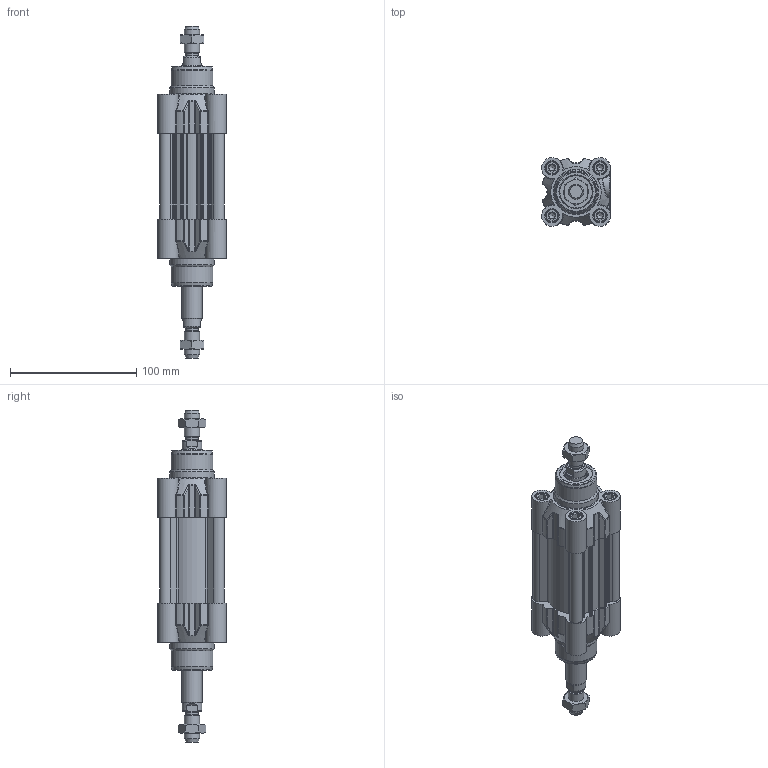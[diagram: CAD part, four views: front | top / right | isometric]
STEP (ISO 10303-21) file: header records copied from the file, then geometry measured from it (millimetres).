
FILE_DESCRIPTION(/* description */ ('CILINDRO D.E. MAGNETICO AMMORTIZZATO ISO 15552'),/* implementation_level */ '2;1');
FILE_NAME(/* name */ 'HDMP040.025.GS.M.stp',/* time_stamp */ '2021-03-09T17:25:51+01:00',/* author */ ('carlo.corazza'),/* organization */ (''),/* preprocessor_version */ 'ST-DEVELOPER v18.1',/* originating_system */ 'Autodesk Inventor 2020',/* authorisation */ '');
FILE_SCHEMA (('AUTOMOTIVE_DESIGN { 1 0 10303 214 3 1 1 }'));
Length unit declared in the file: millimetre
Products named in the file (6): HDMP040.025.GS.M; TA H040; CORPO-025; STELO H040-025; 29.2012.000.2; STELO H040 _ POST-025
Assembly tree (7 placements, depth 2):
  HDMP040.025.GS.M
    TA H040  x2
    CORPO-025
    29.2012.000.2  x2
    STELO H040-025
    STELO H040 _ POST-025
Bounding box: 54.5 x 54.5 x 263 mm (x, y, z)
Volume: 304297.7 mm3; surface area: 114671.6 mm2
Topology: 7 solids, 13 shells, 991 faces, 2533 edges, 1658 vertices
Faces by surface type: plane 390, cylinder 261, cone 122, bspline 122, torus 78, sphere 18
Full cylindrical faces by diameter (mm): 2.5 x2, 4.917 x8, 6 x8, 6.2 x8, 7 x2, 9.9 x2, 10 x14, 10.3 x8, 10.647 x2, 11.445 x2, 12 x2, 15.5 x2, 16 x4, 16.6 x2, 16.8 x2, 16.847 x2, 20 x2, 26 x4, 33 x2, 35 x2, 40 x3
Entity records: 21218 total; most frequent: CARTESIAN_POINT 5410, DIRECTION 3164, ORIENTED_EDGE 3150, EDGE_CURVE 1575, AXIS2_PLACEMENT_3D 1206, VERTEX_POINT 1040, LINE 752, VECTOR 752
